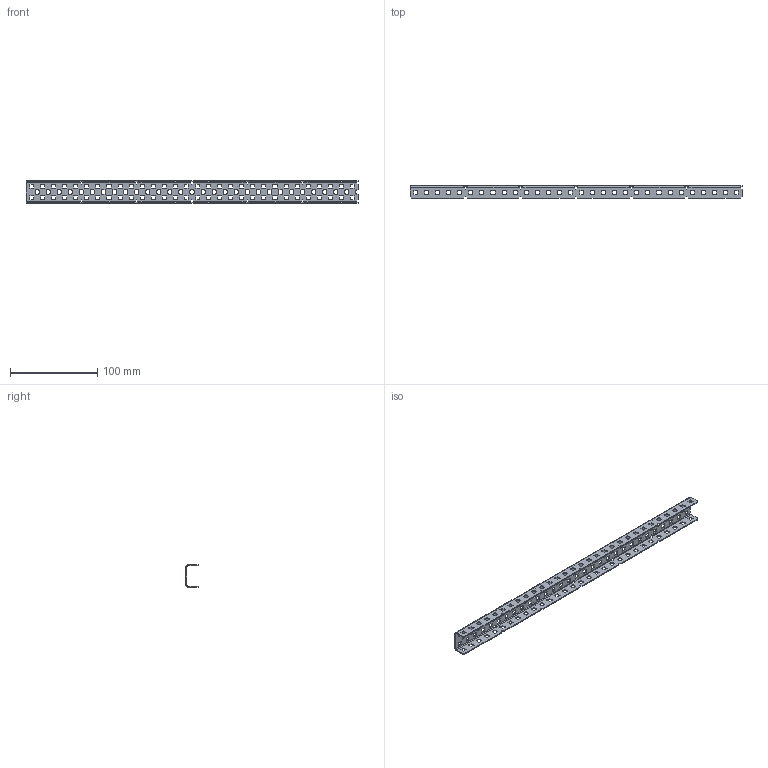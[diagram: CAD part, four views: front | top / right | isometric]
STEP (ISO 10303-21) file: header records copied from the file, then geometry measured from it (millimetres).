
FILE_DESCRIPTION(/* description */ (''),/* implementation_level */ '2;1');
FILE_NAME(/* name */ 'C-Channel 1x2x1x30.ipt.step',/* time_stamp */ '2020-04-16T23:02:05-04:00',/* author */ ('Jordan'),/* organization */ (''),/* preprocessor_version */ 'ST-DEVELOPER v17',/* originating_system */ 'Autodesk Inventor 2019',/* authorisation */ '');
FILE_SCHEMA (('AUTOMOTIVE_DESIGN { 1 0 10303 214 3 1 1 }','FEATURE_BASED_PROCESS_PLANNING'));
Length unit declared in the file: inch
Products named in the file (1): C-Channel 1x2x1x30
Bounding box: 381 x 13.87 x 25.4 mm (x, y, z)
Volume: 18166.2 mm3; surface area: 35356.2 mm2
Topology: 1 solids, 1 shells, 1360 faces, 4205 edges, 2831 vertices
Faces by surface type: plane 694, cylinder 622, bspline 44
Entity records: 49073 total; most frequent: CARTESIAN_POINT 10327, ORIENTED_EDGE 8164, DIRECTION 8066, EDGE_CURVE 4082, LINE 2794, VECTOR 2794, VERTEX_POINT 2704, AXIS2_PLACEMENT_3D 2636
